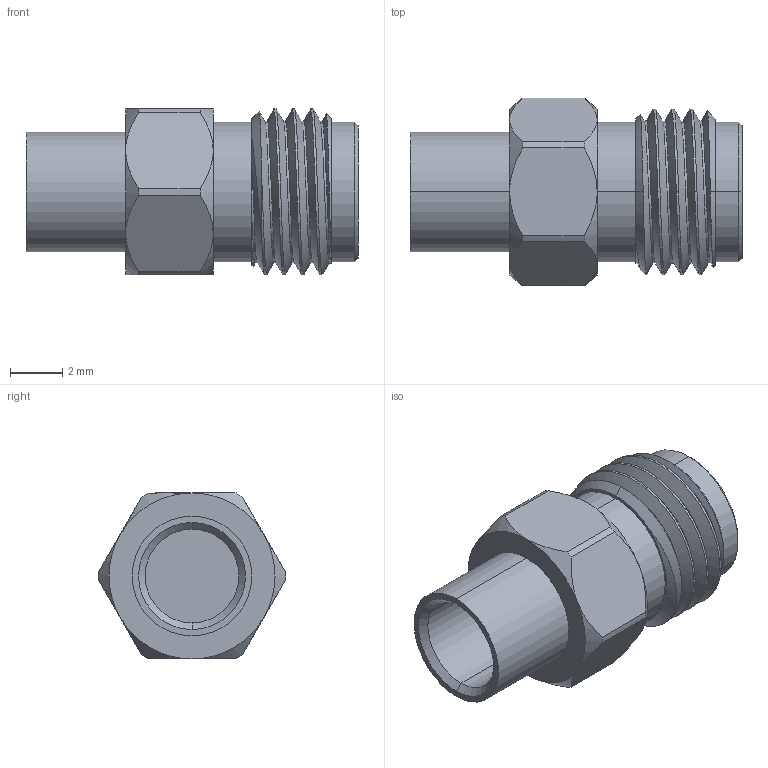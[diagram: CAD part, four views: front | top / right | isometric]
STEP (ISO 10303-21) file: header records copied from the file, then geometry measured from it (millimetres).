
FILE_DESCRIPTION (( 'STEP AP214' ), '1' );
FILE_NAME ('LCCN3178_3D.STEP', '2022-07-07T17:37:20', ( '' ), ( '' ), 'SwSTEP 2.0', 'SolidWorks 2021', '' );
FILE_SCHEMA (( 'AUTOMOTIVE_DESIGN' ));
Length unit declared in the file: inch
Products named in the file (1): LCCN3178_3D
Bounding box: 12.7 x 7.19 x 6.35 mm (x, y, z)
Volume: 242.8 mm3; surface area: 437.6 mm2
Topology: 2 solids, 2 shells, 78 faces, 179 edges, 112 vertices
Faces by surface type: cylinder 31, cone 27, plane 17, bspline 3
Entity records: 3394 total; most frequent: CARTESIAN_POINT 1581, ORIENTED_EDGE 358, DIRECTION 351, EDGE_CURVE 179, AXIS2_PLACEMENT_3D 151, VERTEX_POINT 112, EDGE_LOOP 87, ADVANCED_FACE 78
